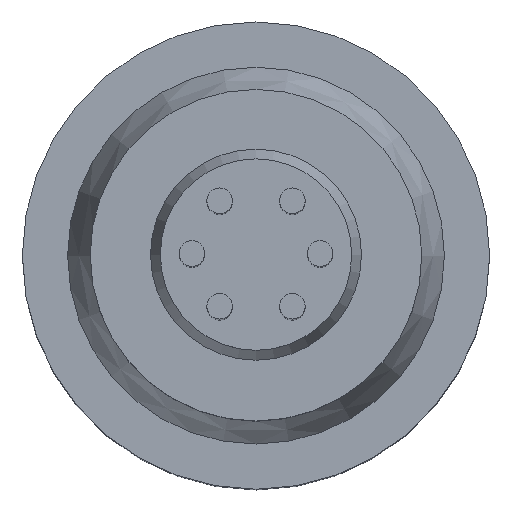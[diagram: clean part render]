
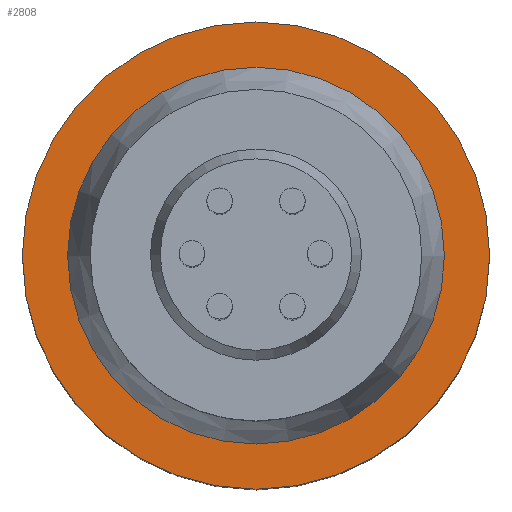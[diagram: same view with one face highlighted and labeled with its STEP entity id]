
A CAD part, top view. The second image highlights one B-rep face of the part: STEP entity #2808.
In plain terms, the highlighted planar face has unit normal (0, 0, 1).
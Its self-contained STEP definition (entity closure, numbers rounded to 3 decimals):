
#62=CIRCLE($,#2921,12.5);
#70=CIRCLE($,#2944,15.5);
#122=FACE_BOUND($,#551,.T.);
#123=FACE_BOUND($,#552,.T.);
#197=PLANE($,#2945);
#551=EDGE_LOOP($,(#2445));
#552=EDGE_LOOP($,(#2446));
#1338=VERTEX_POINT($,#4992);
#1346=VERTEX_POINT($,#5023);
#1707=EDGE_CURVE($,#1338,#1338,#62,.T.);
#1715=EDGE_CURVE($,#1346,#1346,#70,.T.);
#2445=ORIENTED_EDGE($,*,*,#1707,.T.);
#2446=ORIENTED_EDGE($,*,*,#1715,.F.);
#2808=ADVANCED_FACE($,(#122,#123),#197,.F.);
#2921=AXIS2_PLACEMENT_3D($,#4993,#3369,#3370);
#2944=AXIS2_PLACEMENT_3D($,#5024,#3415,#3416);
#2945=AXIS2_PLACEMENT_3D($,#5025,#3417,#3418);
#3369=DIRECTION('center_axis',(0.,0.,-1.));
#3370=DIRECTION('ref_axis',(1.,0.,0.));
#3415=DIRECTION('center_axis',(0.,0.,-1.));
#3416=DIRECTION('ref_axis',(-1.,0.,0.));
#3417=DIRECTION('center_axis',(0.,0.,-1.));
#3418=DIRECTION('ref_axis',(-1.,0.,0.));
#4992=CARTESIAN_POINT('',(-12.5,0.,28.));
#4993=CARTESIAN_POINT('Origin',(0.,0.,28.));
#5023=CARTESIAN_POINT('',(15.5,0.,28.));
#5024=CARTESIAN_POINT('Origin',(0.,0.,28.));
#5025=CARTESIAN_POINT('Origin',(0.,0.,28.));
